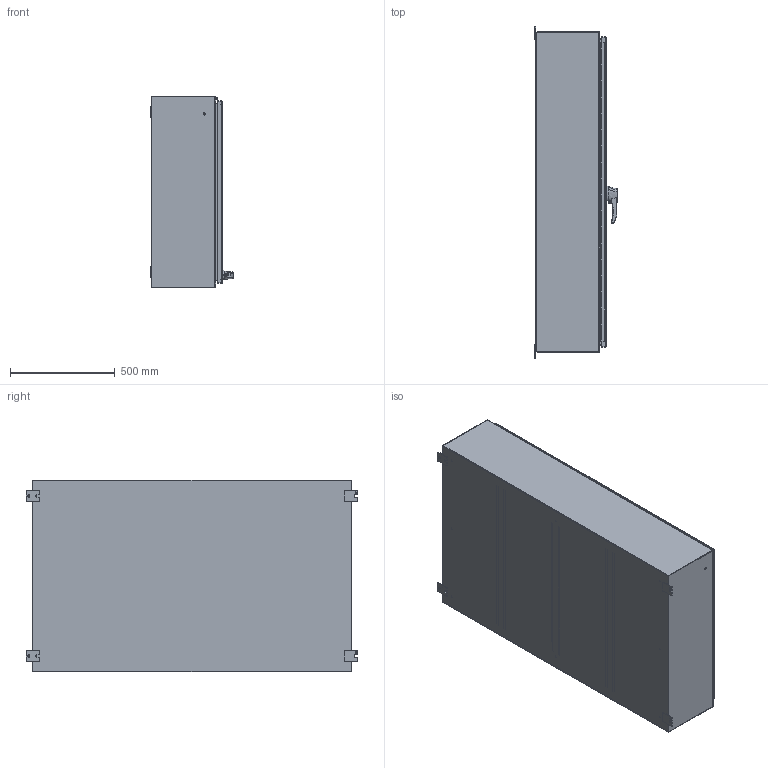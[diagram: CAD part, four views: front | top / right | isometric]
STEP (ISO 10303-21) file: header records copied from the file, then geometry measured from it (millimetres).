
FILE_DESCRIPTION (( 'STEP AP214' ), '1' );
FILE_NAME ('HW603612GYHK.STEP', '2019-07-24T20:19:21', ( '' ), ( '' ), 'SwSTEP 2.0', 'SolidWorks 2018', '' );
FILE_SCHEMA (( 'AUTOMOTIVE_DESIGN' ));
Length unit declared in the file: inch
Products named in the file (1): HW603612GYHK
Bounding box: 394.59 x 1581.15 x 914.4 mm (x, y, z)
Volume: 10266789 mm3; surface area: 10082942.8 mm2
Topology: 49 solids, 50 shells, 1695 faces, 4368 edges, 2822 vertices
Faces by surface type: plane 802, cylinder 730, bspline 91, cone 72
Entity records: 109875 total; most frequent: CARTESIAN_POINT 46041, ORIENTED_EDGE 8724, DIRECTION 8582, EDGE_CURVE 4362, AXIS2_PLACEMENT_3D 3027, VERTEX_POINT 2822, VECTOR 2528, LINE 2528
